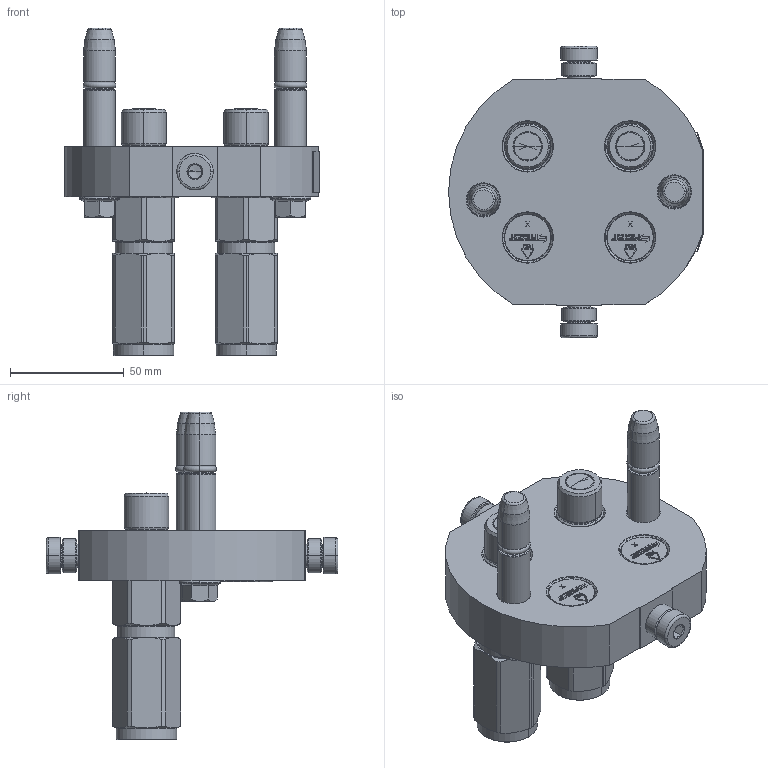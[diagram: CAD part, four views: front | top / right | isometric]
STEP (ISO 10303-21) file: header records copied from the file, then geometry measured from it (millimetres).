
FILE_DESCRIPTION (( 'STEP AP214' ), '1' );
FILE_NAME ('FASTER.step', '2021-11-01T12:58:21', ( '' ), ( '' ), 'SwSTEP 2.0', 'SolidWorks 2017', '' );
FILE_SCHEMA (( 'AUTOMOTIVE_DESIGN' ));
Length unit declared in the file: millimetre
Products named in the file (12): 3ffnp38-12g_m; or2_62x9_19_m; TAPPO_38; 1540_080_0008_000; 4830_013_3000_020; P506_M_BASE; 4830_028_1000_002; 4830_010_0000_002; et002_piegata; FASTER; 4830_021_0000_000
Assembly tree (18 placements, depth 3):
  FASTER
    P506_M_BASE
      4830_010_0000_002
      4830_021_0000_000  x2
      1540_080_0008_000  x2
      4830_013_3000_020  x2
      4830_028_1000_002  x2
      or2_62x9_19_m  x2
    3ffnp38-12g_m  x2
      3ffnp38-12g_m
    TAPPO_38  x2
    et002_piegata
Bounding box: 111.8 x 128 x 143.8 mm (x, y, z)
Volume: 12308 mm3; surface area: 88084.8 mm2
Topology: 7 solids, 42 shells, 2351 faces, 6424 edges, 4170 vertices
Faces by surface type: plane 1439, cylinder 461, cone 238, torus 156, bspline 45, sphere 12
Entity records: 62014 total; most frequent: CARTESIAN_POINT 13637, ORIENTED_EDGE 8676, DIRECTION 8189, EDGE_CURVE 4450, VECTOR 3309, LINE 3309, VERTEX_POINT 2904, AXIS2_PLACEMENT_3D 2440
